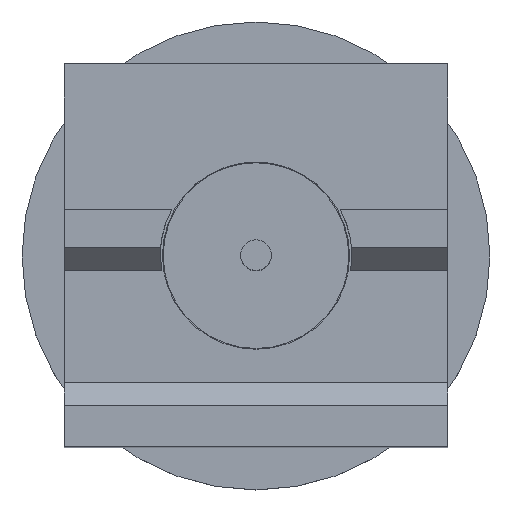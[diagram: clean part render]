
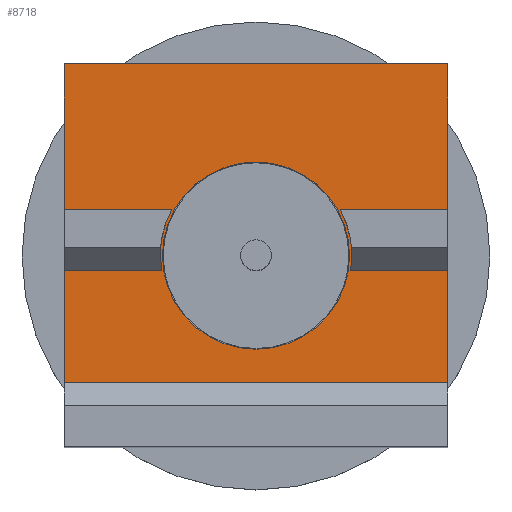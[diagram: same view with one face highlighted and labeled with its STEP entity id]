
A CAD part, top view. The second image highlights one B-rep face of the part: STEP entity #8718.
In plain terms, the highlighted planar face has unit normal (0, 0, 1).
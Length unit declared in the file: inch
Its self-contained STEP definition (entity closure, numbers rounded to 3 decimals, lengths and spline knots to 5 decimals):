
#4 = AXIS2_PLACEMENT_3D ( 'NONE', #1851, #6670, #2541 ) ;
#5 = DIRECTION ( 'NONE',  ( 0., 1., 0. ) ) ;
#70 = CARTESIAN_POINT ( 'NONE',  ( -0.05483, 0.03, -0.155 ) ) ;
#151 = CARTESIAN_POINT ( 'NONE',  ( -0.125, 0.03, -0.155 ) ) ;
#176 = EDGE_CURVE ( 'NONE', #8137, #8564, #3635, .T. ) ;
#274 = ORIENTED_EDGE ( 'NONE', *, *, #6496, .T. ) ;
#419 = EDGE_CURVE ( 'NONE', #2913, #1327, #2587, .T. ) ;
#458 = CARTESIAN_POINT ( 'NONE',  ( 0., 0., -0.155 ) ) ;
#538 = VERTEX_POINT ( 'NONE', #4596 ) ;
#627 = DIRECTION ( 'NONE',  ( 1., 0., 0. ) ) ;
#650 = VERTEX_POINT ( 'NONE', #7052 ) ;
#692 = LINE ( 'NONE', #4875, #2954 ) ;
#726 = CIRCLE ( 'NONE', #8284, 0.0625 ) ;
#808 = LINE ( 'NONE', #2200, #8135 ) ;
#818 = VECTOR ( 'NONE', #5, 39.37008 ) ;
#985 = EDGE_CURVE ( 'NONE', #8137, #1649, #3325, .T. ) ;
#1024 = VECTOR ( 'NONE', #7765, 39.37008 ) ;
#1067 = CIRCLE ( 'NONE', #1966, 0.0625 ) ;
#1074 = CARTESIAN_POINT ( 'NONE',  ( 0., -0.061, -0.155 ) ) ;
#1310 = DIRECTION ( 'NONE',  ( 1., 0., 0. ) ) ;
#1327 = VERTEX_POINT ( 'NONE', #3824 ) ;
#1356 = LINE ( 'NONE', #5433, #2975 ) ;
#1358 = CARTESIAN_POINT ( 'NONE',  ( 0., 0., -0.155 ) ) ;
#1465 = DIRECTION ( 'NONE',  ( 0., 0., -1. ) ) ;
#1489 = EDGE_CURVE ( 'NONE', #4281, #6445, #726, .T. ) ;
#1509 = VERTEX_POINT ( 'NONE', #6284 ) ;
#1583 = CARTESIAN_POINT ( 'NONE',  ( -0.125, -0.083, -0.155 ) ) ;
#1620 = ORIENTED_EDGE ( 'NONE', *, *, #6911, .T. ) ;
#1649 = VERTEX_POINT ( 'NONE', #1583 ) ;
#1651 = DIRECTION ( 'NONE',  ( -1., 0., 0. ) ) ;
#1765 = ORIENTED_EDGE ( 'NONE', *, *, #176, .T. ) ;
#1839 = VECTOR ( 'NONE', #6748, 39.37008 ) ;
#1849 = ORIENTED_EDGE ( 'NONE', *, *, #1902, .F. ) ;
#1851 = CARTESIAN_POINT ( 'NONE',  ( 0., 0., -0.155 ) ) ;
#1902 = EDGE_CURVE ( 'NONE', #7228, #5752, #1067, .T. ) ;
#1966 = AXIS2_PLACEMENT_3D ( 'NONE', #8257, #5502, #1310 ) ;
#2063 = DIRECTION ( 'NONE',  ( 1., 0., 0. ) ) ;
#2117 = DIRECTION ( 'NONE',  ( -1., 0., 0. ) ) ;
#2200 = CARTESIAN_POINT ( 'NONE',  ( 0.125, 0.125, -0.155 ) ) ;
#2252 = CARTESIAN_POINT ( 'NONE',  ( -0.125, 0., -0.155 ) ) ;
#2455 = ORIENTED_EDGE ( 'NONE', *, *, #2577, .F. ) ;
#2541 = DIRECTION ( 'NONE',  ( 1., 0., 0. ) ) ;
#2577 = EDGE_CURVE ( 'NONE', #7218, #8101, #4142, .T. ) ;
#2587 = CIRCLE ( 'NONE', #8640, 0.061 ) ;
#2726 = FACE_OUTER_BOUND ( 'NONE', #6100, .T. ) ;
#2741 = ORIENTED_EDGE ( 'NONE', *, *, #7404, .F. ) ;
#2913 = VERTEX_POINT ( 'NONE', #1074 ) ;
#2924 = ORIENTED_EDGE ( 'NONE', *, *, #5004, .F. ) ;
#2954 = VECTOR ( 'NONE', #4228, 39.37008 ) ;
#2975 = VECTOR ( 'NONE', #627, 39.37008 ) ;
#3192 = AXIS2_PLACEMENT_3D ( 'NONE', #1358, #6180, #2063 ) ;
#3259 = CARTESIAN_POINT ( 'NONE',  ( 0.125, -0.083, -0.155 ) ) ;
#3325 = LINE ( 'NONE', #5665, #6336 ) ;
#3341 = ORIENTED_EDGE ( 'NONE', *, *, #7337, .F. ) ;
#3384 = EDGE_CURVE ( 'NONE', #538, #1509, #6790, .T. ) ;
#3397 = ORIENTED_EDGE ( 'NONE', *, *, #3384, .F. ) ;
#3412 = VERTEX_POINT ( 'NONE', #7002 ) ;
#3611 = CARTESIAN_POINT ( 'NONE',  ( 0.06169, -0.01, -0.155 ) ) ;
#3635 = LINE ( 'NONE', #5948, #1839 ) ;
#3644 = DIRECTION ( 'NONE',  ( 0., 1., 0. ) ) ;
#3747 = ORIENTED_EDGE ( 'NONE', *, *, #985, .F. ) ;
#3824 = CARTESIAN_POINT ( 'NONE',  ( 0., 0.061, -0.155 ) ) ;
#4063 = DIRECTION ( 'NONE',  ( 0., 0., 1. ) ) ;
#4114 = CARTESIAN_POINT ( 'NONE',  ( 0.125, 0., -0.155 ) ) ;
#4142 = LINE ( 'NONE', #2252, #7630 ) ;
#4166 = ORIENTED_EDGE ( 'NONE', *, *, #419, .T. ) ;
#4228 = DIRECTION ( 'NONE',  ( 0., 1., 0. ) ) ;
#4281 = VERTEX_POINT ( 'NONE', #4439 ) ;
#4361 = CARTESIAN_POINT ( 'NONE',  ( 0.0625, 0., -0.155 ) ) ;
#4439 = CARTESIAN_POINT ( 'NONE',  ( -0.06169, -0.01, -0.155 ) ) ;
#4510 = CARTESIAN_POINT ( 'NONE',  ( 0.125, -0.01, -0.155 ) ) ;
#4596 = CARTESIAN_POINT ( 'NONE',  ( 0.125, 0.03, -0.155 ) ) ;
#4629 = AXIS2_PLACEMENT_3D ( 'NONE', #6845, #4063, #8892 ) ;
#4675 = VECTOR ( 'NONE', #7287, 39.37008 ) ;
#4683 = DIRECTION ( 'NONE',  ( 1., 0., 0. ) ) ;
#4765 = FACE_BOUND ( 'NONE', #7455, .T. ) ;
#4785 = CIRCLE ( 'NONE', #3192, 0.061 ) ;
#4809 = CARTESIAN_POINT ( 'NONE',  ( 0.05483, 0.03, -0.155 ) ) ;
#4875 = CARTESIAN_POINT ( 'NONE',  ( -0.125, 0., -0.155 ) ) ;
#4982 = CIRCLE ( 'NONE', #4, 0.0625 ) ;
#5004 = EDGE_CURVE ( 'NONE', #3412, #4281, #1356, .T. ) ;
#5077 = ORIENTED_EDGE ( 'NONE', *, *, #1489, .F. ) ;
#5433 = CARTESIAN_POINT ( 'NONE',  ( -0.125, -0.01, -0.155 ) ) ;
#5502 = DIRECTION ( 'NONE',  ( 0., 0., -1. ) ) ;
#5579 = EDGE_CURVE ( 'NONE', #538, #650, #5887, .T. ) ;
#5580 = DIRECTION ( 'NONE',  ( 1., 0., 0. ) ) ;
#5665 = CARTESIAN_POINT ( 'NONE',  ( 0.125, -0.083, -0.155 ) ) ;
#5751 = CARTESIAN_POINT ( 'NONE',  ( -0.125, 0.03, -0.155 ) ) ;
#5752 = VERTEX_POINT ( 'NONE', #3611 ) ;
#5887 = LINE ( 'NONE', #4114, #818 ) ;
#5948 = CARTESIAN_POINT ( 'NONE',  ( 0.125, 0., -0.155 ) ) ;
#5962 = DIRECTION ( 'NONE',  ( 0., 0., -1. ) ) ;
#6100 = EDGE_LOOP ( 'NONE', ( #1765, #3341, #1849, #6181, #3397, #7733, #274, #2455, #2741, #5077, #2924, #6822, #3747 ) ) ;
#6180 = DIRECTION ( 'NONE',  ( 0., 0., -1. ) ) ;
#6181 = ORIENTED_EDGE ( 'NONE', *, *, #8592, .F. ) ;
#6284 = CARTESIAN_POINT ( 'NONE',  ( 0.05483, 0.03, -0.155 ) ) ;
#6336 = VECTOR ( 'NONE', #1651, 39.37008 ) ;
#6445 = VERTEX_POINT ( 'NONE', #70 ) ;
#6496 = EDGE_CURVE ( 'NONE', #650, #8101, #808, .T. ) ;
#6577 = CARTESIAN_POINT ( 'NONE',  ( 0.06169, -0.01, -0.155 ) ) ;
#6670 = DIRECTION ( 'NONE',  ( 0., 0., -1. ) ) ;
#6684 = CARTESIAN_POINT ( 'NONE',  ( -0.125, 0.125, -0.155 ) ) ;
#6748 = DIRECTION ( 'NONE',  ( 0., 1., 0. ) ) ;
#6790 = LINE ( 'NONE', #4809, #8369 ) ;
#6822 = ORIENTED_EDGE ( 'NONE', *, *, #7083, .F. ) ;
#6845 = CARTESIAN_POINT ( 'NONE',  ( 0., 0., -0.155 ) ) ;
#6911 = EDGE_CURVE ( 'NONE', #1327, #2913, #4785, .T. ) ;
#7002 = CARTESIAN_POINT ( 'NONE',  ( -0.125, -0.01, -0.155 ) ) ;
#7050 = DIRECTION ( 'NONE',  ( -1., 0., 0. ) ) ;
#7052 = CARTESIAN_POINT ( 'NONE',  ( 0.125, 0.125, -0.155 ) ) ;
#7083 = EDGE_CURVE ( 'NONE', #1649, #3412, #692, .T. ) ;
#7218 = VERTEX_POINT ( 'NONE', #5751 ) ;
#7228 = VERTEX_POINT ( 'NONE', #4361 ) ;
#7287 = DIRECTION ( 'NONE',  ( 1., 0., 0. ) ) ;
#7337 = EDGE_CURVE ( 'NONE', #5752, #8564, #8336, .T. ) ;
#7404 = EDGE_CURVE ( 'NONE', #6445, #7218, #7916, .T. ) ;
#7455 = EDGE_LOOP ( 'NONE', ( #1620, #4166 ) ) ;
#7630 = VECTOR ( 'NONE', #3644, 39.37008 ) ;
#7653 = CARTESIAN_POINT ( 'NONE',  ( 0., 0., -0.155 ) ) ;
#7733 = ORIENTED_EDGE ( 'NONE', *, *, #5579, .T. ) ;
#7765 = DIRECTION ( 'NONE',  ( -1., 0., 0. ) ) ;
#7916 = LINE ( 'NONE', #151, #1024 ) ;
#8101 = VERTEX_POINT ( 'NONE', #6684 ) ;
#8135 = VECTOR ( 'NONE', #7050, 39.37008 ) ;
#8137 = VERTEX_POINT ( 'NONE', #3259 ) ;
#8202 = PLANE ( 'NONE',  #4629 ) ;
#8257 = CARTESIAN_POINT ( 'NONE',  ( 0., 0., -0.155 ) ) ;
#8284 = AXIS2_PLACEMENT_3D ( 'NONE', #7653, #1465, #5580 ) ;
#8336 = LINE ( 'NONE', #6577, #4675 ) ;
#8369 = VECTOR ( 'NONE', #2117, 39.37008 ) ;
#8564 = VERTEX_POINT ( 'NONE', #4510 ) ;
#8592 = EDGE_CURVE ( 'NONE', #1509, #7228, #4982, .T. ) ;
#8640 = AXIS2_PLACEMENT_3D ( 'NONE', #458, #5962, #4683 ) ;
#8718 = ADVANCED_FACE ( 'NONE', ( #4765, #2726 ), #8202, .T. ) ;
#8892 = DIRECTION ( 'NONE',  ( 1., 0., 0. ) ) ;
